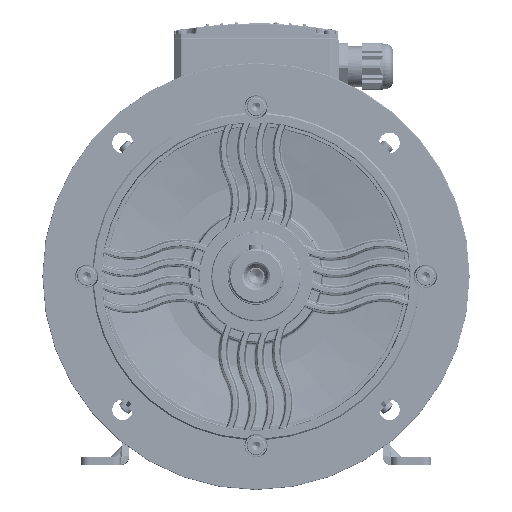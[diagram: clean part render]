
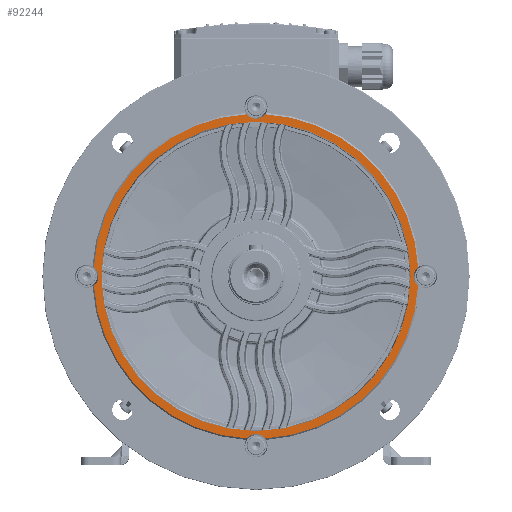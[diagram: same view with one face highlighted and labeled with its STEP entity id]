
A CAD part, top view. The second image highlights one B-rep face of the part: STEP entity #92244.
In plain terms, the highlighted planar face has unit normal (0, 0, 1).
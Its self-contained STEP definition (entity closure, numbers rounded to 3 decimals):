
#936 = VERTEX_POINT ( 'NONE', #185082 ) ;
#1959 = FACE_BOUND ( 'NONE', #219827, .T. ) ;
#6221 = DIRECTION ( 'NONE',  ( -1., 0., 0. ) ) ;
#7590 = EDGE_CURVE ( 'NONE', #10906, #75625, #135368, .T. ) ;
#10349 = CIRCLE ( 'NONE', #139740, 8.312 ) ;
#10906 = VERTEX_POINT ( 'NONE', #101203 ) ;
#13507 = ORIENTED_EDGE ( 'NONE', *, *, #49602, .T. ) ;
#14618 = EDGE_CURVE ( 'NONE', #136311, #168645, #156614, .T. ) ;
#16337 = CARTESIAN_POINT ( 'NONE',  ( 0., 119., 314. ) ) ;
#20918 = DIRECTION ( 'NONE',  ( -1., 0., 0. ) ) ;
#24729 = DIRECTION ( 'NONE',  ( -1., 0., 0. ) ) ;
#28251 = EDGE_CURVE ( 'NONE', #211015, #154803, #169063, .T. ) ;
#31387 = AXIS2_PLACEMENT_3D ( 'NONE', #214256, #76412, #20918 ) ;
#32078 = DIRECTION ( 'NONE',  ( -1., 0., 0. ) ) ;
#32540 = CARTESIAN_POINT ( 'NONE',  ( 0., 0., 314. ) ) ;
#33689 = DIRECTION ( 'NONE',  ( -1., 0., 0. ) ) ;
#38414 = DIRECTION ( 'NONE',  ( 1., 0., 0. ) ) ;
#40325 = CARTESIAN_POINT ( 'NONE',  ( 0., -119., 314. ) ) ;
#43193 = CARTESIAN_POINT ( 'NONE',  ( 119., 0., 314. ) ) ;
#44954 = DIRECTION ( 'NONE',  ( 0., 0., 1. ) ) ;
#46685 = CIRCLE ( 'NONE', #205639, 8.312 ) ;
#48705 = CARTESIAN_POINT ( 'NONE',  ( 108.5, 0., 314. ) ) ;
#49228 = CARTESIAN_POINT ( 'NONE',  ( -113.815, 6.497, 314. ) ) ;
#49602 = EDGE_CURVE ( 'NONE', #208138, #138640, #74990, .T. ) ;
#49604 = AXIS2_PLACEMENT_3D ( 'NONE', #156795, #89621, #87369 ) ;
#62670 = EDGE_CURVE ( 'NONE', #136311, #936, #10349, .T. ) ;
#63888 = ORIENTED_EDGE ( 'NONE', *, *, #7590, .F. ) ;
#65796 = AXIS2_PLACEMENT_3D ( 'NONE', #97588, #132342, #24729 ) ;
#74990 = CIRCLE ( 'NONE', #104562, 114. ) ;
#75625 = VERTEX_POINT ( 'NONE', #108529 ) ;
#76306 = EDGE_CURVE ( 'NONE', #10906, #167613, #217334, .T. ) ;
#76412 = DIRECTION ( 'NONE',  ( 0., 0., 1. ) ) ;
#79259 = EDGE_CURVE ( 'NONE', #208138, #167613, #46685, .T. ) ;
#81212 = EDGE_CURVE ( 'NONE', #154803, #138640, #136056, .T. ) ;
#83084 = CARTESIAN_POINT ( 'NONE',  ( 0., 0., 314. ) ) ;
#85295 = CARTESIAN_POINT ( 'NONE',  ( 113.815, -6.497, 314. ) ) ;
#85299 = FACE_OUTER_BOUND ( 'NONE', #104198, .T. ) ;
#86464 = PLANE ( 'NONE',  #223938 ) ;
#86650 = CIRCLE ( 'NONE', #49604, 114. ) ;
#87369 = DIRECTION ( 'NONE',  ( -1., 0., 0. ) ) ;
#89621 = DIRECTION ( 'NONE',  ( 0., 0., 1. ) ) ;
#91139 = DIRECTION ( 'NONE',  ( 0., 0., 1. ) ) ;
#91502 = EDGE_CURVE ( 'NONE', #75625, #168645, #156979, .T. ) ;
#92244 = ADVANCED_FACE ( 'NONE', ( #1959, #85299 ), #86464, .F. ) ;
#93443 = AXIS2_PLACEMENT_3D ( 'NONE', #127552, #180812, #38414 ) ;
#93991 = EDGE_CURVE ( 'NONE', #126455, #173426, #193295, .T. ) ;
#94169 = DIRECTION ( 'NONE',  ( 0., 0., 1. ) ) ;
#94701 = DIRECTION ( 'NONE',  ( 0., 0., 1. ) ) ;
#96957 = DIRECTION ( 'NONE',  ( -1., 0., 0. ) ) ;
#97047 = DIRECTION ( 'NONE',  ( 1., 0., 0. ) ) ;
#97588 = CARTESIAN_POINT ( 'NONE',  ( 119., 0., 314. ) ) ;
#99295 = CARTESIAN_POINT ( 'NONE',  ( 110.688, 0., 314. ) ) ;
#101203 = CARTESIAN_POINT ( 'NONE',  ( -113.815, -6.497, 314. ) ) ;
#104198 = EDGE_LOOP ( 'NONE', ( #182039, #13507, #139476, #140698, #148217, #143967, #205988, #191709, #63888, #160148 ) ) ;
#104562 = AXIS2_PLACEMENT_3D ( 'NONE', #133956, #130560, #96957 ) ;
#107259 = CARTESIAN_POINT ( 'NONE',  ( 6.497, -113.815, 314. ) ) ;
#108529 = CARTESIAN_POINT ( 'NONE',  ( -110.688, 0., 314. ) ) ;
#109708 = EDGE_CURVE ( 'NONE', #173426, #126455, #167012, .T. ) ;
#109914 = AXIS2_PLACEMENT_3D ( 'NONE', #43193, #94169, #6221 ) ;
#112141 = ORIENTED_EDGE ( 'NONE', *, *, #109708, .F. ) ;
#112291 = CARTESIAN_POINT ( 'NONE',  ( 113.815, 6.497, 314. ) ) ;
#117445 = AXIS2_PLACEMENT_3D ( 'NONE', #32540, #176073, #157524 ) ;
#121591 = CARTESIAN_POINT ( 'NONE',  ( 0., 0., 314. ) ) ;
#122957 = CARTESIAN_POINT ( 'NONE',  ( -108.5, 0., 314. ) ) ;
#126455 = VERTEX_POINT ( 'NONE', #122957 ) ;
#127552 = CARTESIAN_POINT ( 'NONE',  ( 0., 0., 314. ) ) ;
#130560 = DIRECTION ( 'NONE',  ( 0., 0., 1. ) ) ;
#132342 = DIRECTION ( 'NONE',  ( 0., 0., 1. ) ) ;
#133956 = CARTESIAN_POINT ( 'NONE',  ( 0., 0., 314. ) ) ;
#135368 = CIRCLE ( 'NONE', #224155, 8.312 ) ;
#136056 = CIRCLE ( 'NONE', #65796, 8.312 ) ;
#136311 = VERTEX_POINT ( 'NONE', #194094 ) ;
#138640 = VERTEX_POINT ( 'NONE', #85295 ) ;
#139476 = ORIENTED_EDGE ( 'NONE', *, *, #81212, .F. ) ;
#139740 = AXIS2_PLACEMENT_3D ( 'NONE', #16337, #193463, #33689 ) ;
#140698 = ORIENTED_EDGE ( 'NONE', *, *, #28251, .F. ) ;
#143967 = ORIENTED_EDGE ( 'NONE', *, *, #62670, .F. ) ;
#146167 = CARTESIAN_POINT ( 'NONE',  ( -119., 0., 314. ) ) ;
#148217 = ORIENTED_EDGE ( 'NONE', *, *, #214602, .T. ) ;
#148488 = AXIS2_PLACEMENT_3D ( 'NONE', #83084, #44954, #97047 ) ;
#154803 = VERTEX_POINT ( 'NONE', #99295 ) ;
#155904 = CARTESIAN_POINT ( 'NONE',  ( 0., 0., 314. ) ) ;
#156614 = CIRCLE ( 'NONE', #186235, 114. ) ;
#156795 = CARTESIAN_POINT ( 'NONE',  ( 0., 0., 314. ) ) ;
#156979 = CIRCLE ( 'NONE', #31387, 8.312 ) ;
#157524 = DIRECTION ( 'NONE',  ( -1., 0., 0. ) ) ;
#160148 = ORIENTED_EDGE ( 'NONE', *, *, #76306, .T. ) ;
#160280 = CARTESIAN_POINT ( 'NONE',  ( -6.497, -113.815, 314. ) ) ;
#161257 = DIRECTION ( 'NONE',  ( 0., 0., 1. ) ) ;
#167012 = CIRCLE ( 'NONE', #148488, 108.5 ) ;
#167305 = ORIENTED_EDGE ( 'NONE', *, *, #93991, .F. ) ;
#167613 = VERTEX_POINT ( 'NONE', #160280 ) ;
#168645 = VERTEX_POINT ( 'NONE', #49228 ) ;
#169063 = CIRCLE ( 'NONE', #109914, 8.312 ) ;
#173426 = VERTEX_POINT ( 'NONE', #48705 ) ;
#176073 = DIRECTION ( 'NONE',  ( 0., 0., 1. ) ) ;
#180812 = DIRECTION ( 'NONE',  ( 0., 0., 1. ) ) ;
#182039 = ORIENTED_EDGE ( 'NONE', *, *, #79259, .F. ) ;
#185082 = CARTESIAN_POINT ( 'NONE',  ( 6.497, 113.815, 314. ) ) ;
#186235 = AXIS2_PLACEMENT_3D ( 'NONE', #121591, #91139, #192215 ) ;
#191709 = ORIENTED_EDGE ( 'NONE', *, *, #91502, .F. ) ;
#192215 = DIRECTION ( 'NONE',  ( -1., 0., 0. ) ) ;
#193295 = CIRCLE ( 'NONE', #93443, 108.5 ) ;
#193463 = DIRECTION ( 'NONE',  ( 0., 0., 1. ) ) ;
#194094 = CARTESIAN_POINT ( 'NONE',  ( -6.497, 113.815, 314. ) ) ;
#201174 = DIRECTION ( 'NONE',  ( -1., 0., 0. ) ) ;
#205639 = AXIS2_PLACEMENT_3D ( 'NONE', #40325, #94701, #201174 ) ;
#205988 = ORIENTED_EDGE ( 'NONE', *, *, #14618, .T. ) ;
#208138 = VERTEX_POINT ( 'NONE', #107259 ) ;
#211015 = VERTEX_POINT ( 'NONE', #112291 ) ;
#214256 = CARTESIAN_POINT ( 'NONE',  ( -119., 0., 314. ) ) ;
#214602 = EDGE_CURVE ( 'NONE', #211015, #936, #86650, .T. ) ;
#217334 = CIRCLE ( 'NONE', #117445, 114. ) ;
#217944 = DIRECTION ( 'NONE',  ( -1., 0., 0. ) ) ;
#219827 = EDGE_LOOP ( 'NONE', ( #112141, #167305 ) ) ;
#223938 = AXIS2_PLACEMENT_3D ( 'NONE', #155904, #226572, #32078 ) ;
#224155 = AXIS2_PLACEMENT_3D ( 'NONE', #146167, #161257, #217944 ) ;
#226572 = DIRECTION ( 'NONE',  ( 0., 0., -1. ) ) ;
